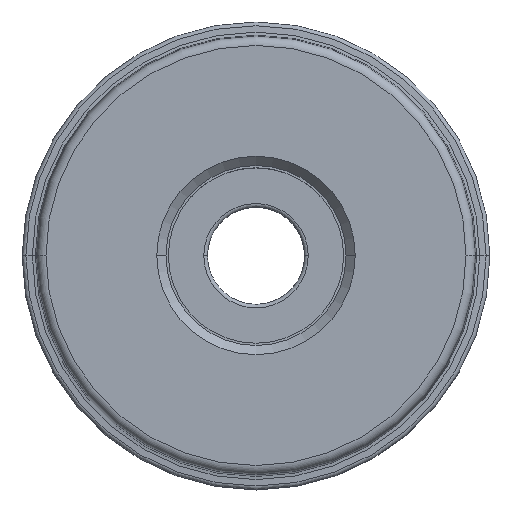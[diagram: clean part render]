
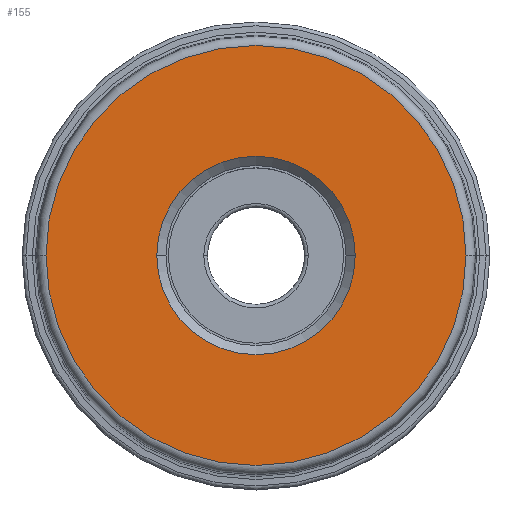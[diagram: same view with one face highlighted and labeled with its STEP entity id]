
A CAD part, top view. The second image highlights one B-rep face of the part: STEP entity #155.
In plain terms, the highlighted planar face has unit normal (0, 0, 1).
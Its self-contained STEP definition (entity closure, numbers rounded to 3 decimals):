
#52=PLANE('',#1491);
#61=FACE_BOUND('',#336,.T.);
#62=FACE_BOUND('',#337,.T.);
#155=ADVANCED_FACE('',(#61,#62),#52,.F.);
#336=EDGE_LOOP('',(#508,#509));
#337=EDGE_LOOP('',(#510,#511));
#508=ORIENTED_EDGE('',*,*,#910,.T.);
#509=ORIENTED_EDGE('',*,*,#911,.T.);
#510=ORIENTED_EDGE('',*,*,#912,.T.);
#511=ORIENTED_EDGE('',*,*,#913,.T.);
#786=VERTEX_POINT('',#2438);
#787=VERTEX_POINT('',#2439);
#788=VERTEX_POINT('',#2442);
#789=VERTEX_POINT('',#2443);
#910=EDGE_CURVE('',#786,#787,#1087,.T.);
#911=EDGE_CURVE('',#787,#786,#1088,.T.);
#912=EDGE_CURVE('',#788,#789,#1089,.T.);
#913=EDGE_CURVE('',#789,#788,#1090,.T.);
#1087=CIRCLE('',#1487,22.813);
#1088=CIRCLE('',#1488,22.813);
#1089=CIRCLE('',#1489,10.775);
#1090=CIRCLE('',#1490,10.775);
#1487=AXIS2_PLACEMENT_3D('',#2437,#1819,#1820);
#1488=AXIS2_PLACEMENT_3D('',#2440,#1821,#1822);
#1489=AXIS2_PLACEMENT_3D('',#2441,#1823,#1824);
#1490=AXIS2_PLACEMENT_3D('',#2444,#1825,#1826);
#1491=AXIS2_PLACEMENT_3D('',#2445,#1827,#1828);
#1819=DIRECTION('',(0.,0.,1.));
#1820=DIRECTION('',(1.,0.,0.));
#1821=DIRECTION('',(0.,0.,1.));
#1822=DIRECTION('',(-1.,0.,0.));
#1823=DIRECTION('',(0.,0.,-1.));
#1824=DIRECTION('',(-1.,0.,0.));
#1825=DIRECTION('',(0.,0.,-1.));
#1826=DIRECTION('',(1.,0.,0.));
#1827=DIRECTION('',(0.,0.,-1.));
#1828=DIRECTION('',(1.,0.,0.));
#2437=CARTESIAN_POINT('',(0.,0.,0.));
#2438=CARTESIAN_POINT('',(22.813,0.,0.));
#2439=CARTESIAN_POINT('',(-22.813,0.,0.));
#2440=CARTESIAN_POINT('',(0.,0.,0.));
#2441=CARTESIAN_POINT('',(0.,0.,0.));
#2442=CARTESIAN_POINT('',(-10.775,0.,0.));
#2443=CARTESIAN_POINT('',(10.775,0.,0.));
#2444=CARTESIAN_POINT('',(0.,0.,0.));
#2445=CARTESIAN_POINT('',(0.,0.,0.));
